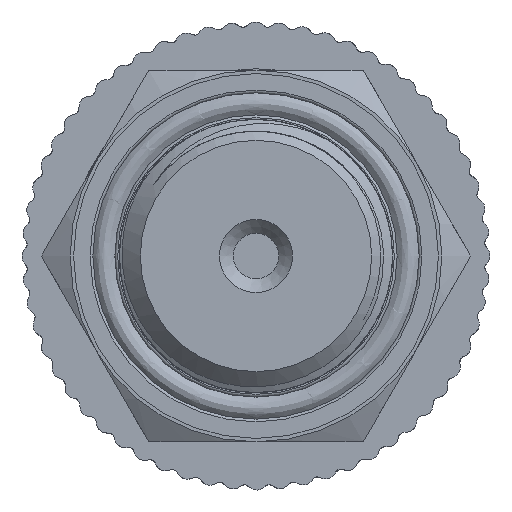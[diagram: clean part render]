
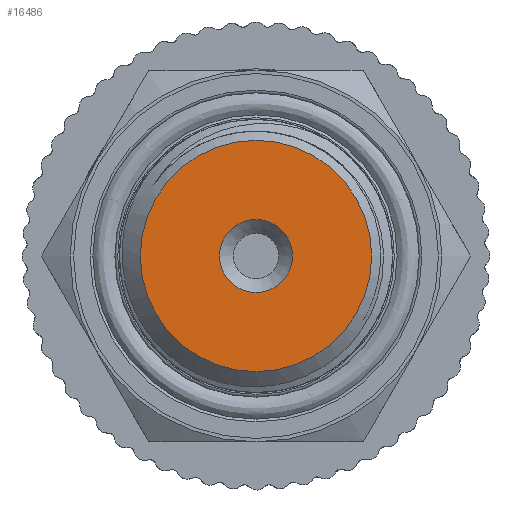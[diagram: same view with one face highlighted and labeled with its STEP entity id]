
A CAD part, left-side view. The second image highlights one B-rep face of the part: STEP entity #16486.
In plain terms, the highlighted planar face has unit normal (-1, 0, 0).
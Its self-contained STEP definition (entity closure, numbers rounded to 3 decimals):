
#171=PLANE('',#17374);
#892=FACE_BOUND('',#2663,.T.);
#1080=CIRCLE('',#17329,8.4);
#1107=CIRCLE('',#17373,2.65);
#1706=FACE_OUTER_BOUND('',#2662,.T.);
#2662=EDGE_LOOP('',(#12795));
#2663=EDGE_LOOP('',(#12796));
#7234=VERTEX_POINT('',#35367);
#7257=VERTEX_POINT('',#36398);
#9244=EDGE_CURVE('',#7234,#7234,#1080,.T.);
#9283=EDGE_CURVE('',#7257,#7257,#1107,.T.);
#12795=ORIENTED_EDGE('',*,*,#9244,.T.);
#12796=ORIENTED_EDGE('',*,*,#9283,.T.);
#16486=ADVANCED_FACE('',(#1706,#892),#171,.T.);
#17329=AXIS2_PLACEMENT_3D('',#35369,#18718,#18719);
#17373=AXIS2_PLACEMENT_3D('',#36400,#18814,#18815);
#17374=AXIS2_PLACEMENT_3D('',#36401,#18816,#18817);
#18718=DIRECTION('center_axis',(-1.,0.,0.));
#18719=DIRECTION('ref_axis',(0.,1.,0.));
#18814=DIRECTION('center_axis',(1.,0.,0.));
#18815=DIRECTION('ref_axis',(0.,0.,-1.));
#18816=DIRECTION('center_axis',(-1.,0.,0.));
#18817=DIRECTION('ref_axis',(0.,0.,1.));
#35367=CARTESIAN_POINT('',(-61.,-8.4,0.));
#35369=CARTESIAN_POINT('Origin',(-61.,0.,0.));
#36398=CARTESIAN_POINT('',(-61.,-2.65,0.));
#36400=CARTESIAN_POINT('Origin',(-61.,0.,0.));
#36401=CARTESIAN_POINT('Origin',(-61.,10.,0.));
